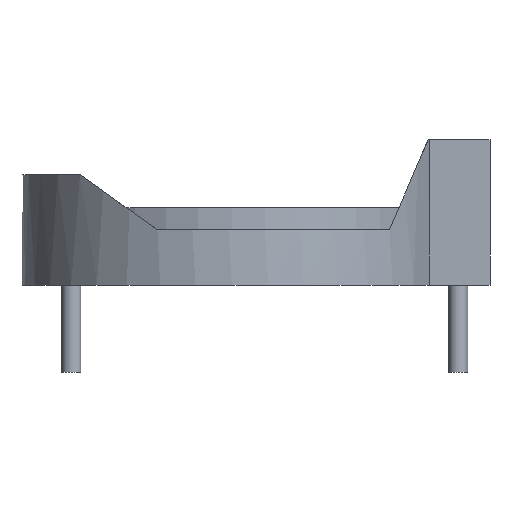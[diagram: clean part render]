
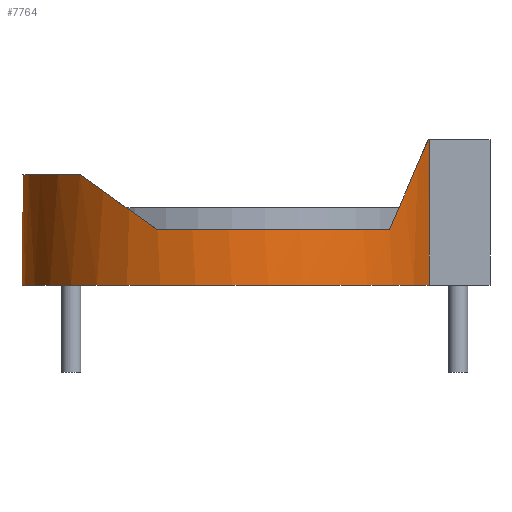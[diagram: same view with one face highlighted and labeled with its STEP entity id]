
A CAD part, left-side view. The second image highlights one B-rep face of the part: STEP entity #7764.
In plain terms, the highlighted cylindrical face has radius 10.85 mm (diameter 21.7 mm), a partial arc.
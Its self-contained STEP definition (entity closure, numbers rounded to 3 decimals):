
#664=ELLIPSE('',#8218,13.322,10.85);
#666=ELLIPSE('',#8221,13.322,10.85);
#668=ELLIPSE('',#8227,27.461,10.85);
#670=ELLIPSE('',#8236,27.461,10.85);
#913=FACE_OUTER_BOUND('',#1351,.T.);
#1351=EDGE_LOOP('',(#5408,#5409,#5410,#5411,#5412,#5413,#5414,#5415,#5416,
#5417,#5418,#5419));
#1828=LINE('',#9832,#2591);
#1829=LINE('',#9835,#2592);
#2591=VECTOR('',#8558,10.);
#2592=VECTOR('',#8561,10.);
#3337=CIRCLE('',#8215,10.85);
#3339=CIRCLE('',#8224,10.85);
#3341=CIRCLE('',#8230,10.85);
#3342=CIRCLE('',#8232,10.85);
#3343=CIRCLE('',#8233,10.85);
#3345=CIRCLE('',#8241,10.85);
#3354=VERTEX_POINT('',#9760);
#3355=VERTEX_POINT('',#9762);
#3357=VERTEX_POINT('',#9768);
#3359=VERTEX_POINT('',#9774);
#3361=VERTEX_POINT('',#9780);
#3363=VERTEX_POINT('',#9786);
#3366=VERTEX_POINT('',#9794);
#3370=VERTEX_POINT('',#9804);
#3373=VERTEX_POINT('',#9810);
#3374=VERTEX_POINT('',#9812);
#3379=VERTEX_POINT('',#9831);
#3380=VERTEX_POINT('',#9833);
#4154=EDGE_CURVE('',#3355,#3354,#3337,.T.);
#4157=EDGE_CURVE('',#3357,#3355,#664,.T.);
#4161=EDGE_CURVE('',#3354,#3359,#666,.T.);
#4163=EDGE_CURVE('',#3361,#3357,#3339,.T.);
#4166=EDGE_CURVE('',#3363,#3361,#668,.T.);
#4171=EDGE_CURVE('',#3359,#3366,#3341,.T.);
#4175=EDGE_CURVE('',#3370,#3363,#3342,.T.);
#4179=EDGE_CURVE('',#3374,#3373,#3343,.T.);
#4183=EDGE_CURVE('',#3366,#3374,#670,.T.);
#4189=EDGE_CURVE('',#3379,#3373,#1828,.T.);
#4190=EDGE_CURVE('',#3379,#3380,#3345,.T.);
#4191=EDGE_CURVE('',#3380,#3370,#1829,.T.);
#5408=ORIENTED_EDGE('',*,*,#4175,.T.);
#5409=ORIENTED_EDGE('',*,*,#4166,.T.);
#5410=ORIENTED_EDGE('',*,*,#4163,.T.);
#5411=ORIENTED_EDGE('',*,*,#4157,.T.);
#5412=ORIENTED_EDGE('',*,*,#4154,.T.);
#5413=ORIENTED_EDGE('',*,*,#4161,.T.);
#5414=ORIENTED_EDGE('',*,*,#4171,.T.);
#5415=ORIENTED_EDGE('',*,*,#4183,.T.);
#5416=ORIENTED_EDGE('',*,*,#4179,.T.);
#5417=ORIENTED_EDGE('',*,*,#4189,.F.);
#5418=ORIENTED_EDGE('',*,*,#4190,.T.);
#5419=ORIENTED_EDGE('',*,*,#4191,.T.);
#7740=CYLINDRICAL_SURFACE('',#8240,10.85);
#7764=ADVANCED_FACE('',(#913),#7740,.T.);
#8215=AXIS2_PLACEMENT_3D('',#9763,#8487,#8488);
#8218=AXIS2_PLACEMENT_3D('',#9769,#8494,#8495);
#8221=AXIS2_PLACEMENT_3D('',#9776,#8502,#8503);
#8224=AXIS2_PLACEMENT_3D('',#9781,#8508,#8509);
#8227=AXIS2_PLACEMENT_3D('',#9787,#8515,#8516);
#8230=AXIS2_PLACEMENT_3D('',#9796,#8524,#8525);
#8232=AXIS2_PLACEMENT_3D('',#9805,#8531,#8532);
#8233=AXIS2_PLACEMENT_3D('',#9813,#8536,#8537);
#8236=AXIS2_PLACEMENT_3D('',#9819,#8544,#8545);
#8240=AXIS2_PLACEMENT_3D('',#9830,#8556,#8557);
#8241=AXIS2_PLACEMENT_3D('',#9834,#8559,#8560);
#8487=DIRECTION('center_axis',(0.,0.,
-1.));
#8488=DIRECTION('ref_axis',(1.,0.,0.));
#8494=DIRECTION('center_axis',(0.,0.58,-0.814));
#8495=DIRECTION('ref_axis',(0.,0.814,0.58));
#8502=DIRECTION('center_axis',(0.,0.58,-0.814));
#8503=DIRECTION('ref_axis',(0.,0.814,0.58));
#8508=DIRECTION('center_axis',(0.,0.,
-1.));
#8509=DIRECTION('ref_axis',(1.,0.,0.));
#8515=DIRECTION('center_axis',(0.,-0.919,
-0.395));
#8516=DIRECTION('ref_axis',(0.,0.395,-0.919));
#8524=DIRECTION('center_axis',(0.,0.,
-1.));
#8525=DIRECTION('ref_axis',(1.,0.,0.));
#8531=DIRECTION('center_axis',(0.,0.,
-1.));
#8532=DIRECTION('ref_axis',(1.,0.,0.));
#8536=DIRECTION('center_axis',(0.,0.,
-1.));
#8537=DIRECTION('ref_axis',(1.,0.,0.));
#8544=DIRECTION('center_axis',(0.,-0.919,
-0.395));
#8545=DIRECTION('ref_axis',(0.,0.395,-0.919));
#8556=DIRECTION('center_axis',(0.,0.,1.));
#8557=DIRECTION('ref_axis',(0.,1.,0.));
#8558=DIRECTION('',(0.,0.,1.));
#8559=DIRECTION('center_axis',(0.,0.,1.));
#8560=DIRECTION('ref_axis',(1.,0.,0.));
#8561=DIRECTION('',(0.,0.,1.));
#9760=CARTESIAN_POINT('',(7.49,7.85,5.7));
#9762=CARTESIAN_POINT('',(-7.49,7.85,5.7));
#9763=CARTESIAN_POINT('Origin',(0.,0.,5.7));
#9768=CARTESIAN_POINT('',(-10.144,3.85,2.85));
#9769=CARTESIAN_POINT('Origin',(0.,0.,0.107));
#9774=CARTESIAN_POINT('',(10.144,3.85,2.85));
#9776=CARTESIAN_POINT('Origin',(0.,0.,0.107));
#9780=CARTESIAN_POINT('',(-7.162,-8.15,2.85));
#9781=CARTESIAN_POINT('Origin',(0.,0.,2.85));
#9786=CARTESIAN_POINT('',(-3.834,-10.15,7.5));
#9787=CARTESIAN_POINT('Origin',(0.,0.,-16.099));
#9794=CARTESIAN_POINT('',(7.162,-8.15,2.85));
#9796=CARTESIAN_POINT('Origin',(0.,0.,2.85));
#9804=CARTESIAN_POINT('',(-3.7,-10.2,7.5));
#9805=CARTESIAN_POINT('Origin',(0.,0.,7.5));
#9810=CARTESIAN_POINT('',(3.7,-10.2,7.5));
#9812=CARTESIAN_POINT('',(3.834,-10.15,7.5));
#9813=CARTESIAN_POINT('Origin',(0.,0.,7.5));
#9819=CARTESIAN_POINT('Origin',(0.,0.,-16.099));
#9830=CARTESIAN_POINT('Origin',(0.,0.,0.));
#9831=CARTESIAN_POINT('',(3.7,-10.2,0.));
#9832=CARTESIAN_POINT('',(3.7,-10.2,0.));
#9833=CARTESIAN_POINT('',(-3.7,-10.2,0.));
#9834=CARTESIAN_POINT('Origin',(0.,0.,0.));
#9835=CARTESIAN_POINT('',(-3.7,-10.2,0.));
